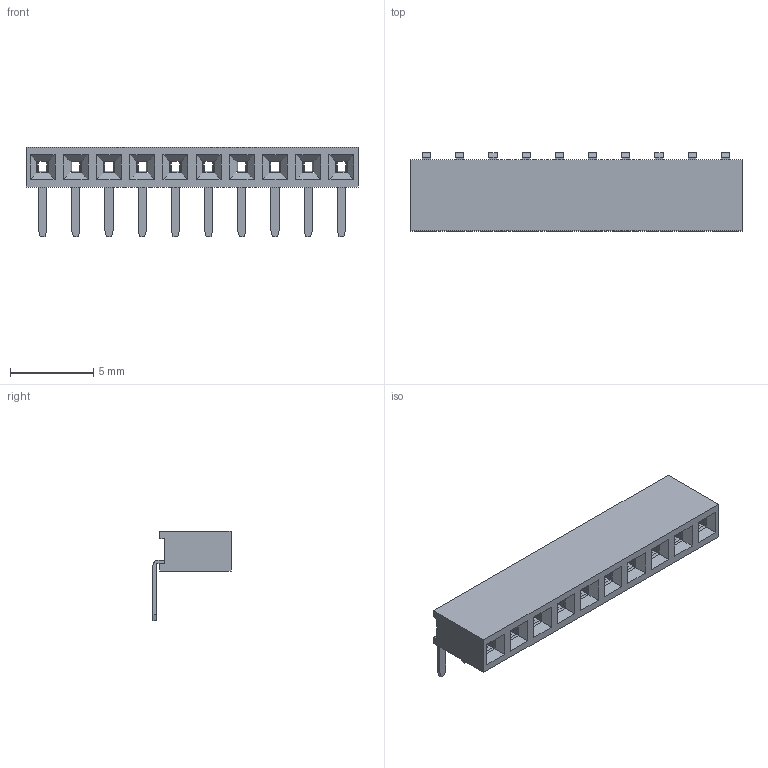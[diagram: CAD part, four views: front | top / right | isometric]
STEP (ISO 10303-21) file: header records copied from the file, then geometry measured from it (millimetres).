
FILE_DESCRIPTION(('STEP AP214'), '1');
FILE_NAME('PBS2-R1', '', ('UNSPECIFIED'), ('UNSPECIFIED'), 'ASCON STEP Converter 1.6', 'ASCON Math Kernel', '');
FILE_SCHEMA(('AUTOMOTIVE_DESIGN { 1 0 10303 214 3 1 1}'));
Length unit declared in the file: millimetre
Bounding box: 20 x 4.7 x 5.4 mm (x, y, z)
Volume: 138.2 mm3; surface area: 799.1 mm2
Topology: 11 solids, 11 shells, 660 faces, 1794 edges, 1156 vertices
Faces by surface type: plane 510, cylinder 150
Entity records: 25918 total; most frequent: CARTESIAN_POINT 3611, ORIENTED_EDGE 3588, DIRECTION 3416, EDGE_CURVE 1794, LINE 1494, VECTOR 1494, VERTEX_POINT 1156, AXIS2_PLACEMENT_3D 961
